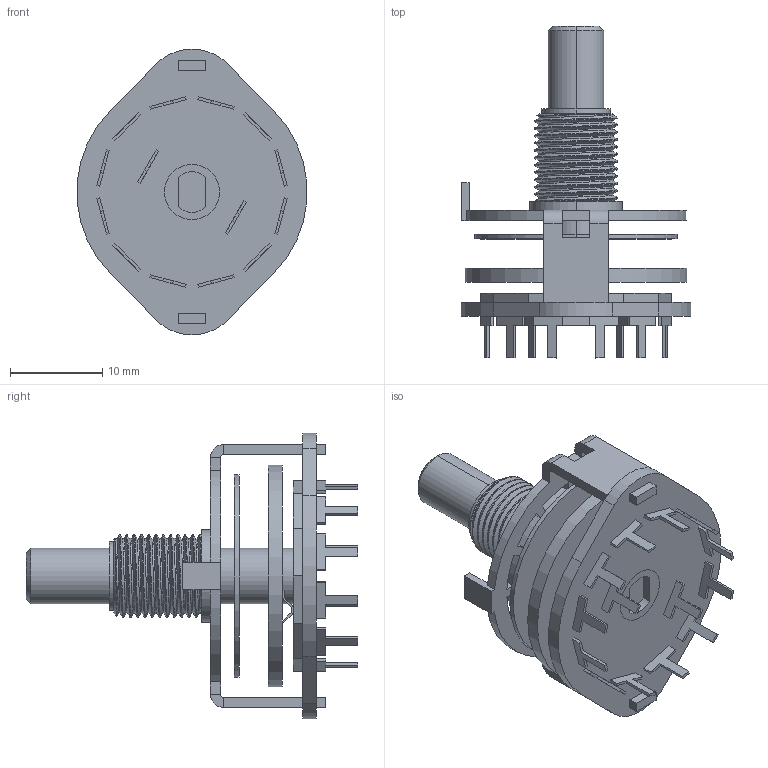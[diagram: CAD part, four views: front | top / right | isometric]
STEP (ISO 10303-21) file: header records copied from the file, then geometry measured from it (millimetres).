
FILE_DESCRIPTION (( 'STEP AP214' ), '1' );
FILE_NAME ('SR2512F-0206-19R0B-E9-N-W-159.STEP', '2022-03-01T18:39:41', ( '' ), ( '' ), 'SwSTEP 2.0', 'SolidWorks 2017', '' );
FILE_SCHEMA (( 'AUTOMOTIVE_DESIGN' ));
Length unit declared in the file: millimetre
Products named in the file (1): SR2512F-0206-19R0B-E9-N-W-159
Bounding box: 24.91 x 36 x 31 mm (x, y, z)
Volume: 3672.1 mm3; surface area: 5738.9 mm2
Topology: 20 solids, 20 shells, 371 faces, 966 edges, 638 vertices
Faces by surface type: plane 269, cylinder 95, cone 4, bspline 3
Entity records: 23319 total; most frequent: CARTESIAN_POINT 13944, ORIENTED_EDGE 1932, DIRECTION 1782, EDGE_CURVE 966, VECTOR 756, LINE 756, VERTEX_POINT 638, AXIS2_PLACEMENT_3D 513
